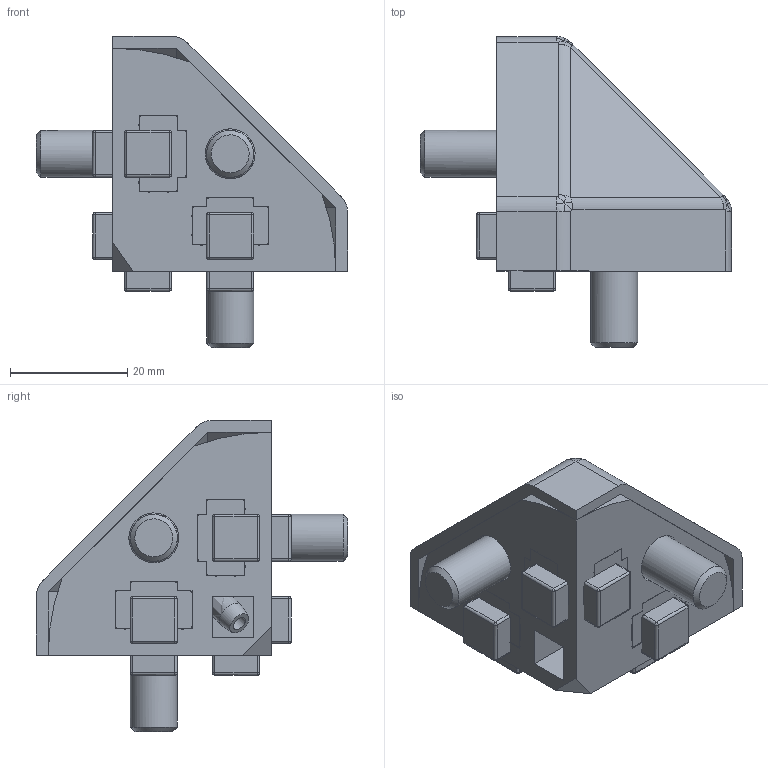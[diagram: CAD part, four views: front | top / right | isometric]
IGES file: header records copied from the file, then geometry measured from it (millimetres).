
Global section: file name: SZ0930S_A; native system: Autodesk Inventor 2015; preprocessor: unknown; author: Behrens; date: 20151120.095112; units: millimetre
Bounding box: 53 x 53 x 53 mm (x, y, z)
Volume: 26633.3 mm3; surface area: 19148.6 mm2
Topology: 11 solids, 11 shells, 586 faces, 1606 edges, 1027 vertices
Faces by surface type: bspline 586
